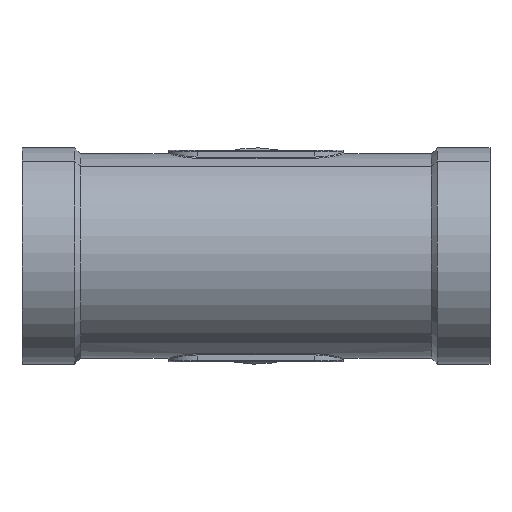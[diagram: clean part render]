
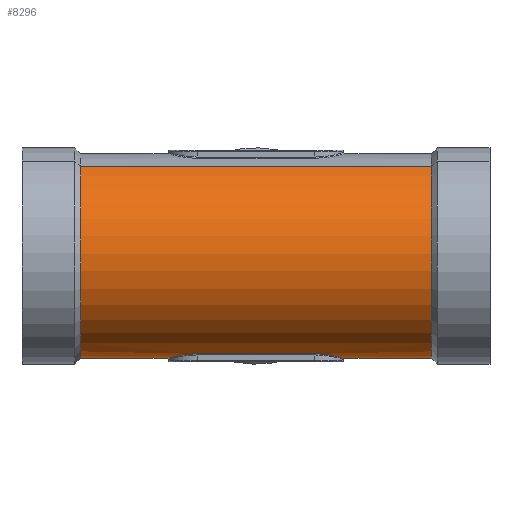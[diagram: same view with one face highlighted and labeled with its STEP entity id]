
A CAD part, left-side view. The second image highlights one B-rep face of the part: STEP entity #8296.
In plain terms, the highlighted cylindrical face has radius 8.75 mm (diameter 17.5 mm), a partial arc.
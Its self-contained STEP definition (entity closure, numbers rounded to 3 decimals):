
#114=CARTESIAN_POINT('Axis2P3D Location',(0.,-15.,0.)) ;
#118=CARTESIAN_POINT('Vertex',(-4.195,-15.,7.679)) ;
#120=CARTESIAN_POINT('Vertex',(4.195,-15.,-7.679)) ;
#149=CARTESIAN_POINT('Vertex',(-4.195,15.,7.679)) ;
#165=CARTESIAN_POINT('Vertex',(4.195,15.,-7.679)) ;
#168=CARTESIAN_POINT('Axis2P3D Location',(0.,15.,0.)) ;
#7543=CARTESIAN_POINT('Axis2P3D Location',(0.,10.,0.)) ;
#7557=CARTESIAN_POINT('Vertex',(4.195,4.674,-7.679)) ;
#7560=CARTESIAN_POINT('Line Origine',(4.195,7.5,-7.679)) ;
#7900=CARTESIAN_POINT('Line Origine',(4.195,7.5,-7.679)) ;
#7904=CARTESIAN_POINT('Vertex',(4.195,-4.674,-7.679)) ;
#8174=CARTESIAN_POINT('Control Point',(2.571,2.864,-8.364)) ;
#8175=CARTESIAN_POINT('Control Point',(2.695,3.003,-8.326)) ;
#8176=CARTESIAN_POINT('Control Point',(2.819,3.141,-8.285)) ;
#8177=CARTESIAN_POINT('Control Point',(2.943,3.279,-8.242)) ;
#8178=CARTESIAN_POINT('Control Point',(3.271,3.645,-8.121)) ;
#8179=CARTESIAN_POINT('Control Point',(3.596,4.007,-7.982)) ;
#8180=CARTESIAN_POINT('Control Point',(3.797,4.231,-7.888)) ;
#8181=CARTESIAN_POINT('Control Point',(3.997,4.454,-7.787)) ;
#8182=CARTESIAN_POINT('Control Point',(4.195,4.674,-7.679)) ;
#8183=CARTESIAN_POINT('Vertex',(2.571,2.864,-8.364)) ;
#8213=CARTESIAN_POINT('Control Point',(4.195,-4.674,-7.679)) ;
#8214=CARTESIAN_POINT('Control Point',(3.666,-4.085,-7.968)) ;
#8215=CARTESIAN_POINT('Control Point',(3.122,-3.479,-8.194)) ;
#8216=CARTESIAN_POINT('Control Point',(2.571,-2.864,-8.364)) ;
#8217=CARTESIAN_POINT('Vertex',(2.571,-2.864,-8.364)) ;
#8220=CARTESIAN_POINT('Line Origine',(-4.195,7.5,7.679)) ;
#8225=CARTESIAN_POINT('Line Origine',(2.571,7.5,-8.364)) ;
#8229=CARTESIAN_POINT('Vertex',(2.571,5.,-8.364)) ;
#8233=CARTESIAN_POINT('Control Point',(-2.571,5.,-8.364)) ;
#8234=CARTESIAN_POINT('Control Point',(-2.571,5.437,-8.364)) ;
#8235=CARTESIAN_POINT('Control Point',(-2.48,5.875,-8.392)) ;
#8236=CARTESIAN_POINT('Control Point',(-2.298,6.283,-8.448)) ;
#8237=CARTESIAN_POINT('Control Point',(-1.82,6.945,-8.572)) ;
#8238=CARTESIAN_POINT('Control Point',(-1.133,7.379,-8.686)) ;
#8239=CARTESIAN_POINT('Control Point',(-0.781,7.52,-8.727)) ;
#8240=CARTESIAN_POINT('Control Point',(-0.031,7.67,-8.77)) ;
#8241=CARTESIAN_POINT('Control Point',(0.725,7.54,-8.733)) ;
#8242=CARTESIAN_POINT('Control Point',(1.088,7.402,-8.692)) ;
#8243=CARTESIAN_POINT('Control Point',(1.796,6.972,-8.578)) ;
#8244=CARTESIAN_POINT('Control Point',(2.29,6.301,-8.45)) ;
#8245=CARTESIAN_POINT('Control Point',(2.477,5.887,-8.393)) ;
#8246=CARTESIAN_POINT('Control Point',(2.571,5.444,-8.364)) ;
#8247=CARTESIAN_POINT('Control Point',(2.571,5.,-8.364)) ;
#8248=CARTESIAN_POINT('Vertex',(-2.571,5.,-8.364)) ;
#8251=CARTESIAN_POINT('Line Origine',(-2.571,7.5,-8.364)) ;
#8255=CARTESIAN_POINT('Vertex',(-2.571,-5.,-8.364)) ;
#8259=CARTESIAN_POINT('Control Point',(2.571,-5.,-8.364)) ;
#8260=CARTESIAN_POINT('Control Point',(2.571,-5.437,-8.364)) ;
#8261=CARTESIAN_POINT('Control Point',(2.48,-5.875,-8.392)) ;
#8262=CARTESIAN_POINT('Control Point',(2.298,-6.283,-8.448)) ;
#8263=CARTESIAN_POINT('Control Point',(1.82,-6.945,-8.572)) ;
#8264=CARTESIAN_POINT('Control Point',(1.133,-7.379,-8.686)) ;
#8265=CARTESIAN_POINT('Control Point',(0.781,-7.52,-8.727)) ;
#8266=CARTESIAN_POINT('Control Point',(0.031,-7.67,-8.77)) ;
#8267=CARTESIAN_POINT('Control Point',(-0.725,-7.54,-8.733)) ;
#8268=CARTESIAN_POINT('Control Point',(-1.088,-7.402,-8.692)) ;
#8269=CARTESIAN_POINT('Control Point',(-1.796,-6.972,-8.578)) ;
#8270=CARTESIAN_POINT('Control Point',(-2.29,-6.301,-8.45)) ;
#8271=CARTESIAN_POINT('Control Point',(-2.477,-5.887,-8.393)) ;
#8272=CARTESIAN_POINT('Control Point',(-2.571,-5.444,-8.364)) ;
#8273=CARTESIAN_POINT('Control Point',(-2.571,-5.,-8.364)) ;
#8274=CARTESIAN_POINT('Vertex',(2.571,-5.,-8.364)) ;
#8277=CARTESIAN_POINT('Line Origine',(2.571,7.5,-8.364)) ;
#115=DIRECTION('Axis2P3D Direction',(0.,-1.,0.)) ;
#169=DIRECTION('Axis2P3D Direction',(0.,-1.,0.)) ;
#7544=DIRECTION('Axis2P3D Direction',(0.,-1.,-0.)) ;
#7545=DIRECTION('Axis2P3D XDirection',(-0.479,0.,0.878)) ;
#7561=DIRECTION('Vector Direction',(0.,-1.,0.)) ;
#7901=DIRECTION('Vector Direction',(0.,-1.,0.)) ;
#8221=DIRECTION('Vector Direction',(0.,-1.,0.)) ;
#8226=DIRECTION('Vector Direction',(0.,-1.,0.)) ;
#8252=DIRECTION('Vector Direction',(0.,-1.,0.)) ;
#8278=DIRECTION('Vector Direction',(0.,-1.,0.)) ;
#116=AXIS2_PLACEMENT_3D('Circle Axis2P3D',#114,#115,$) ;
#170=AXIS2_PLACEMENT_3D('Circle Axis2P3D',#168,#169,$) ;
#7546=AXIS2_PLACEMENT_3D('Cylinder Axis2P3D',#7543,#7544,#7545) ;
#8283=ORIENTED_EDGE('',*,*,#8219,.T.) ;
#8284=ORIENTED_EDGE('',*,*,#7906,.T.) ;
#8285=ORIENTED_EDGE('',*,*,#122,.F.) ;
#8286=ORIENTED_EDGE('',*,*,#8224,.F.) ;
#8287=ORIENTED_EDGE('',*,*,#172,.T.) ;
#8288=ORIENTED_EDGE('',*,*,#7564,.T.) ;
#8289=ORIENTED_EDGE('',*,*,#8185,.T.) ;
#8290=ORIENTED_EDGE('',*,*,#8231,.T.) ;
#8291=ORIENTED_EDGE('',*,*,#8250,.T.) ;
#8292=ORIENTED_EDGE('',*,*,#8257,.T.) ;
#8293=ORIENTED_EDGE('',*,*,#8276,.T.) ;
#8294=ORIENTED_EDGE('',*,*,#8281,.T.) ;
#7562=VECTOR('Line Direction',#7561,1.) ;
#7902=VECTOR('Line Direction',#7901,1.) ;
#8222=VECTOR('Line Direction',#8221,1.) ;
#8227=VECTOR('Line Direction',#8226,1.) ;
#8253=VECTOR('Line Direction',#8252,1.) ;
#8279=VECTOR('Line Direction',#8278,1.) ;
#8296=ADVANCED_FACE('Corps principal',(#8295),#7547,.T.) ;
#8173=B_SPLINE_CURVE_WITH_KNOTS('',5,(#8174,#8175,#8176,#8177,#8178,#8179,#8180,#8181,#8182),.UNSPECIFIED.,.F.,.U.,(6,3,6),(5.48,6.825,9.056),.UNSPECIFIED.) ;
#8212=B_SPLINE_CURVE_WITH_KNOTS('',3,(#8213,#8214,#8215,#8216),.UNSPECIFIED.,.F.,.U.,(4,4),(9.772,13.349),.UNSPECIFIED.) ;
#8232=B_SPLINE_CURVE_WITH_KNOTS('',5,(#8233,#8234,#8235,#8236,#8237,#8238,#8239,#8240,#8241,#8242,#8243,#8244,#8245,#8246,#8247),.UNSPECIFIED.,.F.,.U.,(6,3,3,3,6),(5.682,8.716,11.31,13.968,17.046),.UNSPECIFIED.) ;
#8258=B_SPLINE_CURVE_WITH_KNOTS('',5,(#8259,#8260,#8261,#8262,#8263,#8264,#8265,#8266,#8267,#8268,#8269,#8270,#8271,#8272,#8273),.UNSPECIFIED.,.F.,.U.,(6,3,3,3,6),(5.682,8.716,11.31,13.968,17.046),.UNSPECIFIED.) ;
#117=CIRCLE('generated circle',#116,8.75) ;
#171=CIRCLE('generated circle',#170,8.75) ;
#7547=CYLINDRICAL_SURFACE('generated cylinder',#7546,8.75) ;
#122=EDGE_CURVE('',#119,#121,#117,.T.) ;
#172=EDGE_CURVE('',#150,#166,#171,.T.) ;
#7564=EDGE_CURVE('',#166,#7558,#7563,.T.) ;
#7906=EDGE_CURVE('',#7905,#121,#7903,.T.) ;
#8185=EDGE_CURVE('',#7558,#8184,#8173,.F.) ;
#8219=EDGE_CURVE('',#8218,#7905,#8212,.F.) ;
#8224=EDGE_CURVE('',#150,#119,#8223,.T.) ;
#8231=EDGE_CURVE('',#8184,#8230,#8228,.F.) ;
#8250=EDGE_CURVE('',#8230,#8249,#8232,.F.) ;
#8257=EDGE_CURVE('',#8249,#8256,#8254,.T.) ;
#8276=EDGE_CURVE('',#8256,#8275,#8258,.F.) ;
#8281=EDGE_CURVE('',#8275,#8218,#8280,.F.) ;
#8282=EDGE_LOOP('',(#8283,#8284,#8285,#8286,#8287,#8288,#8289,#8290,#8291,#8292,#8293,#8294)) ;
#8295=FACE_OUTER_BOUND('',#8282,.T.) ;
#7563=LINE('Line',#7560,#7562) ;
#7903=LINE('Line',#7900,#7902) ;
#8223=LINE('Line',#8220,#8222) ;
#8228=LINE('Line',#8225,#8227) ;
#8254=LINE('Line',#8251,#8253) ;
#8280=LINE('Line',#8277,#8279) ;
#119=VERTEX_POINT('',#118) ;
#121=VERTEX_POINT('',#120) ;
#150=VERTEX_POINT('',#149) ;
#166=VERTEX_POINT('',#165) ;
#7558=VERTEX_POINT('',#7557) ;
#7905=VERTEX_POINT('',#7904) ;
#8184=VERTEX_POINT('',#8183) ;
#8218=VERTEX_POINT('',#8217) ;
#8230=VERTEX_POINT('',#8229) ;
#8249=VERTEX_POINT('',#8248) ;
#8256=VERTEX_POINT('',#8255) ;
#8275=VERTEX_POINT('',#8274) ;
